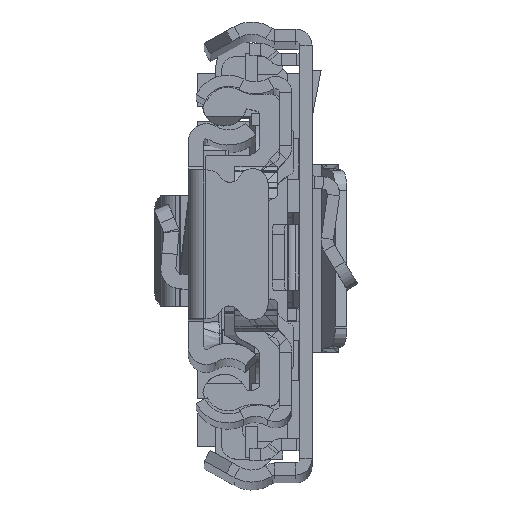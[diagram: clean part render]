
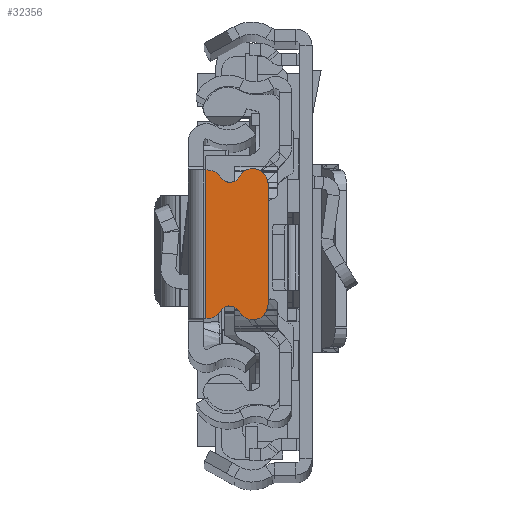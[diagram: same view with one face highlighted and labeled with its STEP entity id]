
A CAD part, top view. The second image highlights one B-rep face of the part: STEP entity #32356.
In plain terms, the highlighted planar face has unit normal (0, 0, 1).
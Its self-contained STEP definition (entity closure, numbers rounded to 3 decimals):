
#15 = EDGE_CURVE ( 'NONE', #17076, #22110, #29381, .T. ) ;
#352 = CARTESIAN_POINT ( 'NONE',  ( -6.429, -6., 0. ) ) ;
#711 = DIRECTION ( 'NONE',  ( 0., 0., 1. ) ) ;
#1046 = DIRECTION ( 'NONE',  ( 0., -1., 0. ) ) ;
#1301 = EDGE_CURVE ( 'NONE', #22479, #2866, #2343, .T. ) ;
#1467 = VECTOR ( 'NONE', #1046, 1000. ) ;
#1579 = VERTEX_POINT ( 'NONE', #7796 ) ;
#1981 = EDGE_CURVE ( 'NONE', #12121, #27997, #7590, .T. ) ;
#2299 = EDGE_CURVE ( 'NONE', #2866, #19132, #9851, .T. ) ;
#2318 = EDGE_LOOP ( 'NONE', ( #32668, #13637, #13454, #16433, #24085, #11701, #4578, #32836, #24205, #4174 ) ) ;
#2343 = CIRCLE ( 'NONE', #31619, 1.5 ) ;
#2532 = DIRECTION ( 'NONE',  ( -1., 0., 0. ) ) ;
#2586 = CIRCLE ( 'NONE', #22307, 1.1 ) ;
#2866 = VERTEX_POINT ( 'NONE', #30828 ) ;
#2969 = VECTOR ( 'NONE', #26285, 1000. ) ;
#3095 = CARTESIAN_POINT ( 'NONE',  ( -1.929, 5.87, 0. ) ) ;
#3394 = DIRECTION ( 'NONE',  ( 0., 0., 1. ) ) ;
#4174 = ORIENTED_EDGE ( 'NONE', *, *, #19722, .F. ) ;
#4284 = DIRECTION ( 'NONE',  ( 0., 0., 1. ) ) ;
#4578 = ORIENTED_EDGE ( 'NONE', *, *, #23037, .T. ) ;
#5066 = EDGE_CURVE ( 'NONE', #25746, #22479, #2586, .T. ) ;
#5227 = CARTESIAN_POINT ( 'NONE',  ( -7.929, -6., 0. ) ) ;
#5616 = CIRCLE ( 'NONE', #11267, 1.5 ) ;
#6996 = CARTESIAN_POINT ( 'NONE',  ( -5.109, 6.713, 0. ) ) ;
#7590 = LINE ( 'NONE', #23611, #2969 ) ;
#7718 = CARTESIAN_POINT ( 'NONE',  ( -7.929, -6., 0. ) ) ;
#7796 = CARTESIAN_POINT ( 'NONE',  ( -5.109, -6.713, 0. ) ) ;
#7862 = EDGE_CURVE ( 'NONE', #12121, #25746, #12913, .T. ) ;
#8662 = DIRECTION ( 'NONE',  ( 1., 0., 0. ) ) ;
#9594 = DIRECTION ( 'NONE',  ( 0., 0., -1. ) ) ;
#9851 = LINE ( 'NONE', #7718, #11439 ) ;
#11028 = DIRECTION ( 'NONE',  ( -1., 0., 0. ) ) ;
#11267 = AXIS2_PLACEMENT_3D ( 'NONE', #352, #711, #30507 ) ;
#11417 = CARTESIAN_POINT ( 'NONE',  ( -1.75, -7.37, 0. ) ) ;
#11439 = VECTOR ( 'NONE', #34460, 1000. ) ;
#11496 = VECTOR ( 'NONE', #13460, 1000. ) ;
#11507 = DIRECTION ( 'NONE',  ( -1., 0., 0. ) ) ;
#11701 = ORIENTED_EDGE ( 'NONE', *, *, #2299, .T. ) ;
#12121 = VERTEX_POINT ( 'NONE', #24187 ) ;
#12207 = CARTESIAN_POINT ( 'NONE',  ( -4.142, 7.236, 0. ) ) ;
#12388 = CARTESIAN_POINT ( 'NONE',  ( 442.771, 0., 0. ) ) ;
#12913 = CIRCLE ( 'NONE', #32570, 1.5 ) ;
#13055 = EDGE_CURVE ( 'NONE', #1579, #17076, #13057, .T. ) ;
#13057 = CIRCLE ( 'NONE', #24870, 1.1 ) ;
#13454 = ORIENTED_EDGE ( 'NONE', *, *, #7862, .T. ) ;
#13460 = DIRECTION ( 'NONE',  ( -1., 0., 0. ) ) ;
#13543 = CARTESIAN_POINT ( 'NONE',  ( -3.206, -6.658, 0. ) ) ;
#13628 = CARTESIAN_POINT ( 'NONE',  ( -6.429, 6., 0. ) ) ;
#13637 = ORIENTED_EDGE ( 'NONE', *, *, #1981, .F. ) ;
#14926 = CARTESIAN_POINT ( 'NONE',  ( -1.75, 7.37, 0. ) ) ;
#15075 = DIRECTION ( 'NONE',  ( 1., 0., 0. ) ) ;
#16433 = ORIENTED_EDGE ( 'NONE', *, *, #5066, .T. ) ;
#16781 = CARTESIAN_POINT ( 'NONE',  ( -1.929, -7.37, 0. ) ) ;
#17076 = VERTEX_POINT ( 'NONE', #13543 ) ;
#17147 = VERTEX_POINT ( 'NONE', #11417 ) ;
#18040 = DIRECTION ( 'NONE',  ( 1., 0., 0. ) ) ;
#18510 = EDGE_CURVE ( 'NONE', #27997, #17147, #30829, .T. ) ;
#19132 = VERTEX_POINT ( 'NONE', #5227 ) ;
#19722 = EDGE_CURVE ( 'NONE', #17147, #22110, #24229, .T. ) ;
#19759 = CARTESIAN_POINT ( 'NONE',  ( -1.75, 0., 0. ) ) ;
#22110 = VERTEX_POINT ( 'NONE', #16781 ) ;
#22307 = AXIS2_PLACEMENT_3D ( 'NONE', #12207, #9594, #18040 ) ;
#22479 = VERTEX_POINT ( 'NONE', #6996 ) ;
#23037 = EDGE_CURVE ( 'NONE', #19132, #1579, #5616, .T. ) ;
#23611 = CARTESIAN_POINT ( 'NONE',  ( -1.929, 7.37, 0. ) ) ;
#24085 = ORIENTED_EDGE ( 'NONE', *, *, #1301, .T. ) ;
#24098 = DIRECTION ( 'NONE',  ( 0., 0., 1. ) ) ;
#24187 = CARTESIAN_POINT ( 'NONE',  ( -1.929, 7.37, 0. ) ) ;
#24205 = ORIENTED_EDGE ( 'NONE', *, *, #15, .T. ) ;
#24229 = LINE ( 'NONE', #24582, #11496 ) ;
#24582 = CARTESIAN_POINT ( 'NONE',  ( -1.929, -7.37, 0. ) ) ;
#24753 = DIRECTION ( 'NONE',  ( 0., 0., -1. ) ) ;
#24870 = AXIS2_PLACEMENT_3D ( 'NONE', #32479, #24753, #2532 ) ;
#25468 = AXIS2_PLACEMENT_3D ( 'NONE', #27194, #32427, #8662 ) ;
#25746 = VERTEX_POINT ( 'NONE', #30080 ) ;
#26285 = DIRECTION ( 'NONE',  ( 1., 0., 0. ) ) ;
#27194 = CARTESIAN_POINT ( 'NONE',  ( -1.929, -5.87, 0. ) ) ;
#27417 = AXIS2_PLACEMENT_3D ( 'NONE', #12388, #4284, #15075 ) ;
#27997 = VERTEX_POINT ( 'NONE', #14926 ) ;
#28294 = FACE_OUTER_BOUND ( 'NONE', #2318, .T. ) ;
#28466 = PLANE ( 'NONE',  #27417 ) ;
#29381 = CIRCLE ( 'NONE', #25468, 1.5 ) ;
#30080 = CARTESIAN_POINT ( 'NONE',  ( -3.206, 6.658, 0. ) ) ;
#30507 = DIRECTION ( 'NONE',  ( 1., 0., 0. ) ) ;
#30828 = CARTESIAN_POINT ( 'NONE',  ( -7.929, 6., 0. ) ) ;
#30829 = LINE ( 'NONE', #19759, #1467 ) ;
#31619 = AXIS2_PLACEMENT_3D ( 'NONE', #13628, #3394, #11507 ) ;
#32356 = ADVANCED_FACE ( 'NONE', ( #28294 ), #28466, .T. ) ;
#32427 = DIRECTION ( 'NONE',  ( 0., 0., 1. ) ) ;
#32479 = CARTESIAN_POINT ( 'NONE',  ( -4.142, -7.236, 0. ) ) ;
#32570 = AXIS2_PLACEMENT_3D ( 'NONE', #3095, #24098, #11028 ) ;
#32668 = ORIENTED_EDGE ( 'NONE', *, *, #18510, .F. ) ;
#32836 = ORIENTED_EDGE ( 'NONE', *, *, #13055, .T. ) ;
#34460 = DIRECTION ( 'NONE',  ( 0., -1., 0. ) ) ;
